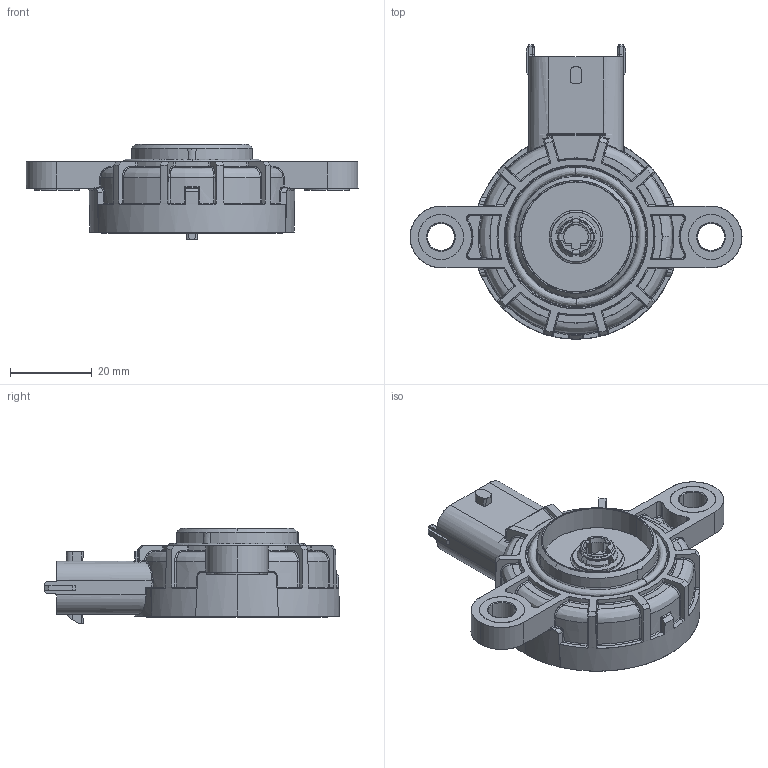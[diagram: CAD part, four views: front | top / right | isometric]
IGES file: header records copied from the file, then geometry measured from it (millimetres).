
Start section: SolidWorks IGES file using analytic representation for surfaces
Global section: file name: RSC66.IGS; native system: SolidWorks 2010; preprocessor: SolidWorks 2010; author: Konstantinidis; date: 110127.124844; units: millimetre
Bounding box: 81.11 x 72 x 23.4 mm (x, y, z)
Surface area: 14213.6 mm2 (no closed solid volume)
Topology: 0 solids, 0 shells, 638 faces, 5680 edges, 5631 vertices
Faces by surface type: bspline 352, revolution 286
